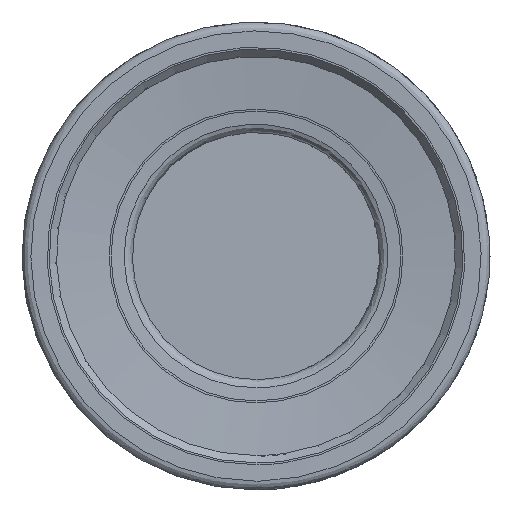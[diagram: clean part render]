
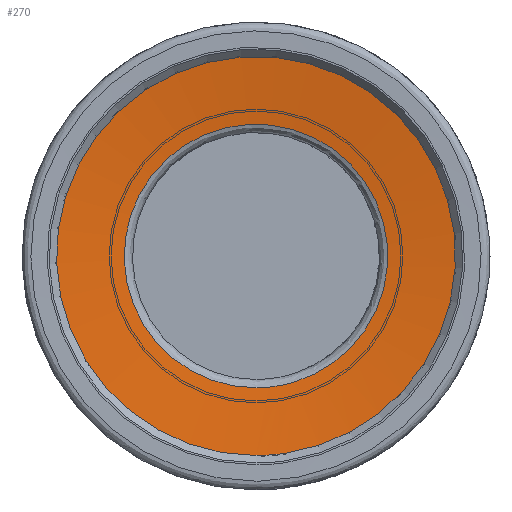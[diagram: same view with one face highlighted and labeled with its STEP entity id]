
A CAD part, left-side view. The second image highlights one B-rep face of the part: STEP entity #270.
In plain terms, the highlighted face is a revolution surface.
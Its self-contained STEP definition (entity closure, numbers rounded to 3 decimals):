
#42=SURFACE_OF_REVOLUTION('',#63,#56);
#56=AXIS1_PLACEMENT('',#708,#593);
#63=LINE('',#707,#70);
#70=VECTOR('',#592,3.833);
#240=FACE_BOUND('',#323,.T.);
#241=FACE_BOUND('',#324,.T.);
#270=ADVANCED_FACE('',(#240,#241),#42,.T.);
#323=EDGE_LOOP('',(#375));
#324=EDGE_LOOP('',(#376));
#375=ORIENTED_EDGE('',*,*,#431,.F.);
#376=ORIENTED_EDGE('',*,*,#430,.T.);
#404=VERTEX_POINT('',#699);
#405=VERTEX_POINT('',#706);
#430=EDGE_CURVE('',#404,#404,#456,.T.);
#431=EDGE_CURVE('',#405,#405,#457,.T.);
#456=CIRCLE('',#496,7.039);
#457=CIRCLE('',#497,10.657);
#496=AXIS2_PLACEMENT_3D('',#698,#587,#588);
#497=AXIS2_PLACEMENT_3D('',#705,#590,#591);
#587=DIRECTION('',(1.,0.,0.));
#588=DIRECTION('',(0.,0.,-1.));
#590=DIRECTION('',(1.,0.,0.));
#591=DIRECTION('',(0.,0.,-1.));
#592=DIRECTION('',(-0.104,-0.97,-0.218));
#593=DIRECTION('',(1.,0.,0.));
#698=CARTESIAN_POINT('',(0.854,0.,0.));
#699=CARTESIAN_POINT('',(0.854,0.,-7.039));
#705=CARTESIAN_POINT('',(0.457,0.,0.));
#706=CARTESIAN_POINT('',(0.457,0.,-10.657));
#707=CARTESIAN_POINT('',(0.854,-6.93,1.236));
#708=CARTESIAN_POINT('',(98.732,0.,0.));
